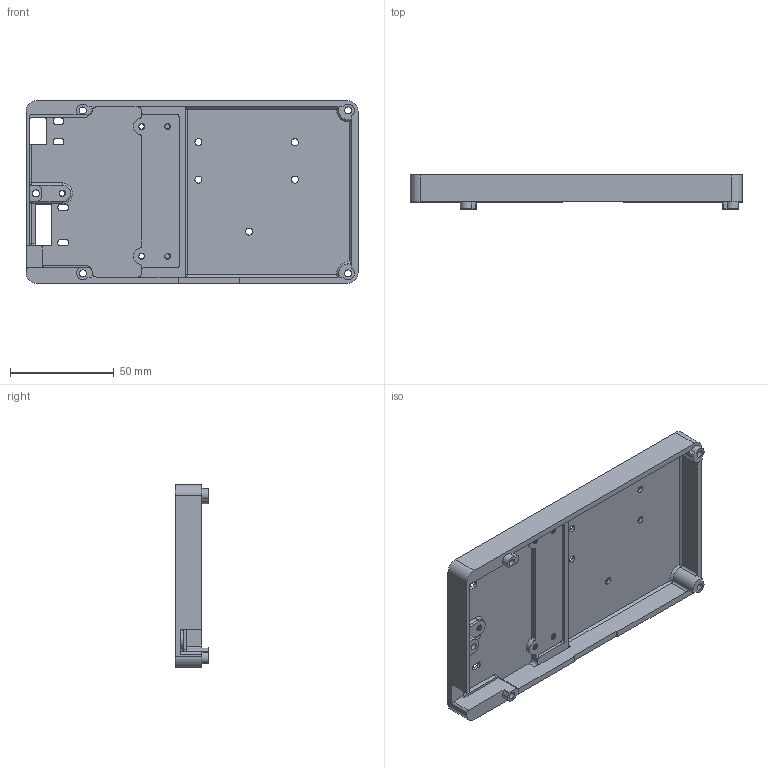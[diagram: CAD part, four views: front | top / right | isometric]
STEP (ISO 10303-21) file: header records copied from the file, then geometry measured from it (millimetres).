
FILE_DESCRIPTION(/* description */ (''),/* implementation_level */ '2;1');
FILE_NAME(/* name */ 'PD 5 Compact Hidden Wires Back v2-3 PCB v1.step',/* time_stamp */ '2018-03-02T09:17:01+01:00',/* author */ (''),/* organization */ (''),/* preprocessor_version */ 'ST-DEVELOPER v16.13',/* originating_system */ 'Autodesk Translation Framework v6.5.0.72',/* authorisation */ '');
FILE_SCHEMA (('AUTOMOTIVE_DESIGN { 1 0 10303 214 3 1 1 }','AP242_MANAGED_MODEL_BASED_3D_ENGINEERING_MIM_LF { 1 0 10303 442 1 1 4 }'));
Length unit declared in the file: millimetre
Products named in the file (1): PD 5 Compact Hidden Wires Back v2-3 PCB
Bounding box: 159.88 x 16.26 x 87.9 mm (x, y, z)
Volume: 45537.1 mm3; surface area: 40847 mm2
Topology: 1 solids, 1 shells, 310 faces, 869 edges, 558 vertices
Faces by surface type: cylinder 203, plane 85, bspline 10, cone 8, sphere 3, torus 1
Full cylindrical faces by diameter (mm): 2.529 x8, 2.671 x36, 3.07 x39, 3.086 x10, 3.4 x10, 6 x5
Entity records: 16223 total; most frequent: CARTESIAN_POINT 8417, ORIENTED_EDGE 1726, DIRECTION 1480, EDGE_CURVE 863, VERTEX_POINT 558, AXIS2_PLACEMENT_3D 527, LINE 426, VECTOR 426
